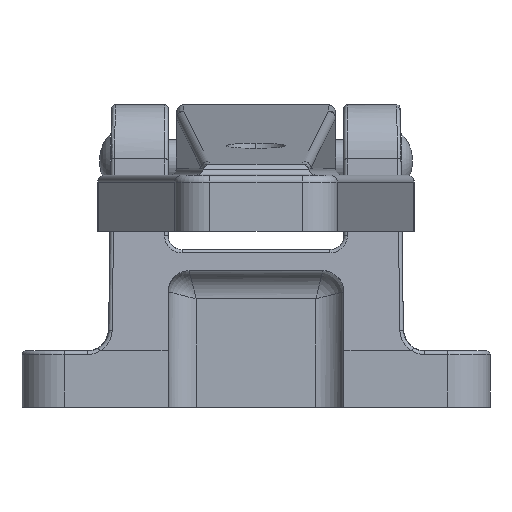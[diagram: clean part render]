
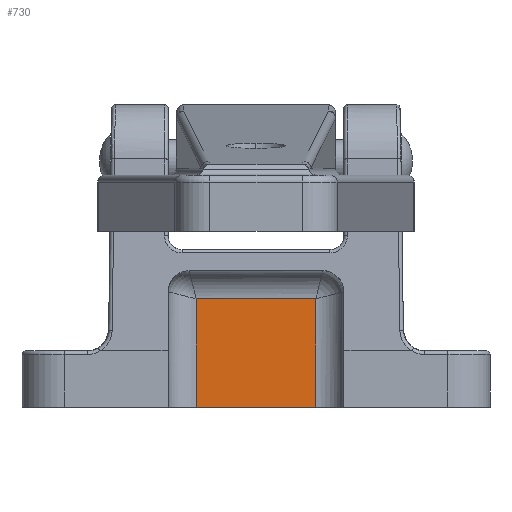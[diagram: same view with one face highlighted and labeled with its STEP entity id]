
A CAD part, left-side view. The second image highlights one B-rep face of the part: STEP entity #730.
In plain terms, the highlighted planar face has unit normal (-1, 0, 0).
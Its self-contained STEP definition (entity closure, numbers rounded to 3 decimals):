
#709 = VERTEX_POINT ( 'NONE', #11231 ) ;
#711 = EDGE_CURVE ( 'NONE', #712, #709, #11227, .T. ) ;
#712 = VERTEX_POINT ( 'NONE', #11220 ) ;
#730 = ADVANCED_FACE ( 'NONE', ( #11299 ), #11289, .T. ) ;
#731 = EDGE_LOOP ( 'NONE', ( #732, #733, #793, #796 ) ) ;
#732 = ORIENTED_EDGE ( 'NONE', *, *, #711, .T. ) ;
#733 = ORIENTED_EDGE ( 'NONE', *, *, #791, .T. ) ;
#791 = EDGE_CURVE ( 'NONE', #709, #792, #11460, .T. ) ;
#792 = VERTEX_POINT ( 'NONE', #11456 ) ;
#793 = ORIENTED_EDGE ( 'NONE', *, *, #794, .T. ) ;
#794 = EDGE_CURVE ( 'NONE', #792, #795, #11455, .T. ) ;
#795 = VERTEX_POINT ( 'NONE', #11450 ) ;
#796 = ORIENTED_EDGE ( 'NONE', *, *, #797, .T. ) ;
#797 = EDGE_CURVE ( 'NONE', #795, #712, #11447, .T. ) ;
#11220 = CARTESIAN_POINT ( 'NONE',  ( -2., 8.5, -35. ) ) ;
#11222 = DIRECTION ( 'NONE',  ( 0., -1., 0. ) ) ;
#11224 = VECTOR ( 'NONE', #11222, 1000. ) ;
#11226 = CARTESIAN_POINT ( 'NONE',  ( -2., 12.5, -35. ) ) ;
#11227 = LINE ( 'NONE', #11226, #11224 ) ;
#11231 = CARTESIAN_POINT ( 'NONE',  ( -2., -8.5, -35. ) ) ;
#11278 = DIRECTION ( 'NONE',  ( 0., -1., 0. ) ) ;
#11280 = DIRECTION ( 'NONE',  ( -1., 0., 0. ) ) ;
#11282 = CARTESIAN_POINT ( 'NONE',  ( -2., 12.5, -35. ) ) ;
#11283 = AXIS2_PLACEMENT_3D ( 'NONE', #11282, #11280, #11278 ) ;
#11289 = PLANE ( 'NONE',  #11283 ) ;
#11299 = FACE_OUTER_BOUND ( 'NONE', #731, .T. ) ;
#11443 = DIRECTION ( 'NONE',  ( 0., 0., -1. ) ) ;
#11444 = VECTOR ( 'NONE', #11443, 1000. ) ;
#11445 = CARTESIAN_POINT ( 'NONE',  ( -2., 8.5, -35. ) ) ;
#11447 = LINE ( 'NONE', #11445, #11444 ) ;
#11450 = CARTESIAN_POINT ( 'NONE',  ( -2., 8.5, -19.591 ) ) ;
#11451 = DIRECTION ( 'NONE',  ( 0., 1., 0. ) ) ;
#11452 = VECTOR ( 'NONE', #11451, 1000. ) ;
#11453 = CARTESIAN_POINT ( 'NONE',  ( -2., 12.5, -19.591 ) ) ;
#11455 = LINE ( 'NONE', #11453, #11452 ) ;
#11456 = CARTESIAN_POINT ( 'NONE',  ( -2., -8.5, -19.591 ) ) ;
#11457 = DIRECTION ( 'NONE',  ( 0., 0., 1. ) ) ;
#11458 = VECTOR ( 'NONE', #11457, 1000. ) ;
#11459 = CARTESIAN_POINT ( 'NONE',  ( -2., -8.5, -35. ) ) ;
#11460 = LINE ( 'NONE', #11459, #11458 ) ;
